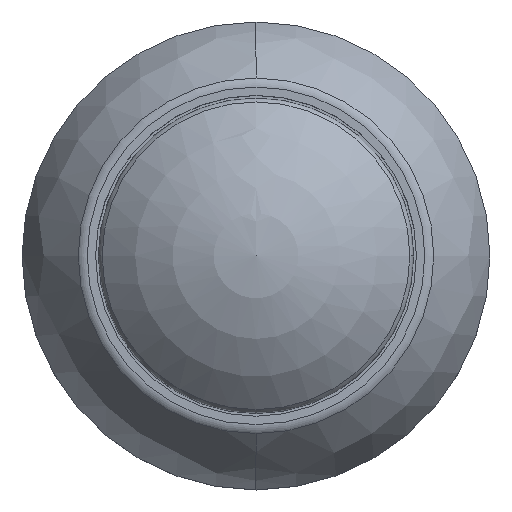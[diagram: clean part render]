
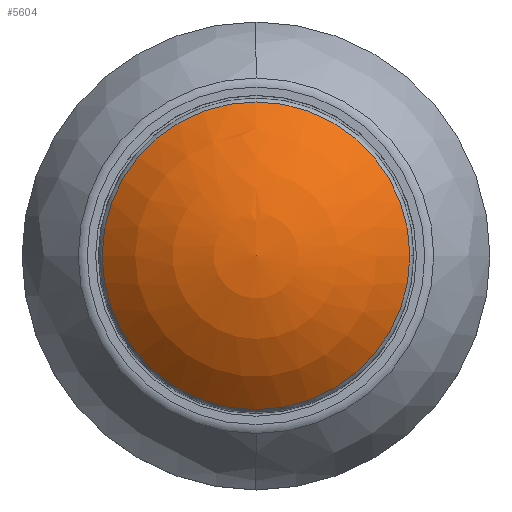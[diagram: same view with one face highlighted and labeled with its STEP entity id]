
A CAD part, top view. The second image highlights one B-rep face of the part: STEP entity #5604.
In plain terms, the highlighted spherical face has radius 8.122 mm.
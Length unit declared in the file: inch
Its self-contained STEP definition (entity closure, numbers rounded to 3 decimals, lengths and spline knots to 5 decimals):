
#192=SPHERICAL_SURFACE('',#6017,0.31978);
#543=FACE_OUTER_BOUND('',#862,.T.);
#862=EDGE_LOOP('',(#3898,#3899,#3900,#3901,#3902));
#1992=CIRCLE('',#6009,0.22654);
#1993=CIRCLE('',#6010,0.22654);
#1996=CIRCLE('',#6013,0.22654);
#1999=CIRCLE('',#6018,0.31978);
#2282=VERTEX_POINT('',#8469);
#2283=VERTEX_POINT('',#8470);
#2284=VERTEX_POINT('',#8472);
#2285=VERTEX_POINT('',#8509);
#2912=EDGE_CURVE('',#2282,#2283,#1992,.T.);
#2913=EDGE_CURVE('',#2283,#2284,#1993,.T.);
#2916=EDGE_CURVE('',#2284,#2282,#1996,.T.);
#2919=EDGE_CURVE('',#2283,#2285,#1999,.T.);
#3898=ORIENTED_EDGE('',*,*,#2916,.F.);
#3899=ORIENTED_EDGE('',*,*,#2913,.F.);
#3900=ORIENTED_EDGE('',*,*,#2919,.T.);
#3901=ORIENTED_EDGE('',*,*,#2919,.F.);
#3902=ORIENTED_EDGE('',*,*,#2912,.F.);
#5604=ADVANCED_FACE('',(#543),#192,.T.);
#6009=AXIS2_PLACEMENT_3D('',#8471,#6671,#6672);
#6010=AXIS2_PLACEMENT_3D('',#8473,#6673,#6674);
#6013=AXIS2_PLACEMENT_3D('',#8504,#6679,#6680);
#6017=AXIS2_PLACEMENT_3D('',#8508,#6687,#6688);
#6018=AXIS2_PLACEMENT_3D('',#8510,#6689,#6690);
#6671=DIRECTION('center_axis',(0.,0.,
-1.));
#6672=DIRECTION('ref_axis',(1.,0.,0.));
#6673=DIRECTION('center_axis',(0.,0.,
-1.));
#6674=DIRECTION('ref_axis',(1.,0.,0.));
#6679=DIRECTION('center_axis',(0.,0.,
-1.));
#6680=DIRECTION('ref_axis',(0.,-1.,0.));
#6687=DIRECTION('center_axis',(0.,0.,
1.));
#6688=DIRECTION('ref_axis',(0.,-1.,0.));
#6689=DIRECTION('center_axis',(1.,0.,0.));
#6690=DIRECTION('ref_axis',(0.,1.,0.));
#8469=CARTESIAN_POINT('',(-0.22654,0.,0.57481));
#8470=CARTESIAN_POINT('',(0.,0.22654,0.57481));
#8471=CARTESIAN_POINT('Origin',(0.,0.,
0.57481));
#8472=CARTESIAN_POINT('',(0.22654,0.,0.57481));
#8473=CARTESIAN_POINT('Origin',(0.,0.,
0.57481));
#8504=CARTESIAN_POINT('Origin',(0.,0.,
0.57481));
#8508=CARTESIAN_POINT('Origin',(0.,0.,
0.34912));
#8509=CARTESIAN_POINT('',(0.,0.,0.6689));
#8510=CARTESIAN_POINT('Origin',(0.,0.,
0.34912));
